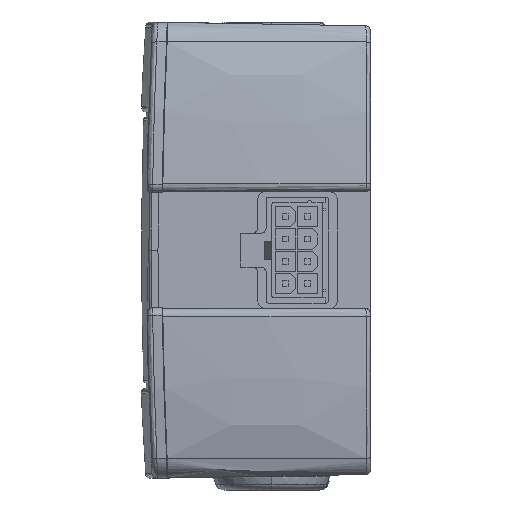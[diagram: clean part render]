
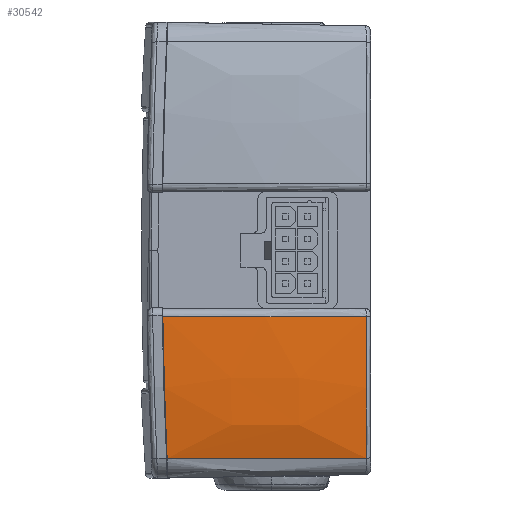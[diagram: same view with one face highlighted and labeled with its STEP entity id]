
A CAD part, left-side view. The second image highlights one B-rep face of the part: STEP entity #30542.
In plain terms, the highlighted free-form (B-spline) face has degree [3, 3] with [4, 4] control points.
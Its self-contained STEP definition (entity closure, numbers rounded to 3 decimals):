
#3006 = CARTESIAN_POINT ( 'NONE',  ( -146.076, 37.161, -12.532 ) ) ;
#3007 = CARTESIAN_POINT ( 'NONE',  ( -141.824, -1.18, -12.532 ) ) ;
#3017 = CARTESIAN_POINT ( 'NONE',  ( -143.69, 36.356, -39.238 ) ) ;
#3019 = CARTESIAN_POINT ( 'NONE',  ( -139.435, -1.176, -39.238 ) ) ;
#5959 = CARTESIAN_POINT ( 'NONE',  ( -143.417, 30.059, -39.238 ) ) ;
#5971 = CARTESIAN_POINT ( 'NONE',  ( -142.926, 23.776, -39.238 ) ) ;
#5974 = CARTESIAN_POINT ( 'NONE',  ( -139.717, -1.177, -38.152 ) ) ;
#5975 = CARTESIAN_POINT ( 'NONE',  ( -143.69, 36.356, -39.238 ) ) ;
#5976 = CARTESIAN_POINT ( 'NONE',  ( -141.824, -1.18, -12.532 ) ) ;
#5977 = CARTESIAN_POINT ( 'NONE',  ( -141.506, 11.251, -39.238 ) ) ;
#5978 = CARTESIAN_POINT ( 'NONE',  ( -140.579, 5.021, -39.238 ) ) ;
#5979 = CARTESIAN_POINT ( 'NONE',  ( -139.435, -1.176, -39.238 ) ) ;
#5980 = CARTESIAN_POINT ( 'NONE',  ( -142.983, 5.151, -12.532 ) ) ;
#5981 = CARTESIAN_POINT ( 'NONE',  ( -139.435, -1.176, -39.238 ) ) ;
#5982 = CARTESIAN_POINT ( 'NONE',  ( -143.69, 36.356, -39.238 ) ) ;
#5983 = CARTESIAN_POINT ( 'NONE',  ( -139.935, -1.178, -37.055 ) ) ;
#5984 = CARTESIAN_POINT ( 'NONE',  ( -140.313, -1.179, -34.852 ) ) ;
#5985 = CARTESIAN_POINT ( 'NONE',  ( -140.47, -1.179, -33.744 ) ) ;
#5986 = CARTESIAN_POINT ( 'NONE',  ( -140.883, -1.18, -30.412 ) ) ;
#5987 = CARTESIAN_POINT ( 'NONE',  ( -141.082, -1.18, -28.181 ) ) ;
#5988 = CARTESIAN_POINT ( 'NONE',  ( -141.402, -1.18, -23.715 ) ) ;
#5989 = CARTESIAN_POINT ( 'NONE',  ( -141.521, -1.18, -21.48 ) ) ;
#5990 = CARTESIAN_POINT ( 'NONE',  ( -141.708, -1.18, -17.008 ) ) ;
#5991 = CARTESIAN_POINT ( 'NONE',  ( -141.776, -1.18, -14.77 ) ) ;
#5992 = CARTESIAN_POINT ( 'NONE',  ( -141.824, -1.18, -12.532 ) ) ;
#5994 = CARTESIAN_POINT ( 'NONE',  ( -143.97, 36.402, -38.151 ) ) ;
#5995 = CARTESIAN_POINT ( 'NONE',  ( -143.917, 11.515, -12.532 ) ) ;
#5996 = CARTESIAN_POINT ( 'NONE',  ( -145.336, 24.31, -12.532 ) ) ;
#5997 = CARTESIAN_POINT ( 'NONE',  ( -145.819, 30.729, -12.532 ) ) ;
#5998 = CARTESIAN_POINT ( 'NONE',  ( -146.076, 37.161, -12.532 ) ) ;
#6001 = CARTESIAN_POINT ( 'NONE',  ( -144.187, 36.448, -37.054 ) ) ;
#6002 = CARTESIAN_POINT ( 'NONE',  ( -144.563, 36.538, -34.85 ) ) ;
#6003 = CARTESIAN_POINT ( 'NONE',  ( -144.72, 36.582, -33.743 ) ) ;
#6004 = CARTESIAN_POINT ( 'NONE',  ( -145.132, 36.708, -30.413 ) ) ;
#6005 = CARTESIAN_POINT ( 'NONE',  ( -145.331, 36.784, -28.181 ) ) ;
#6006 = CARTESIAN_POINT ( 'NONE',  ( -145.651, 36.921, -23.716 ) ) ;
#6007 = CARTESIAN_POINT ( 'NONE',  ( -145.771, 36.981, -21.481 ) ) ;
#6008 = CARTESIAN_POINT ( 'NONE',  ( -145.959, 37.084, -17.009 ) ) ;
#6009 = CARTESIAN_POINT ( 'NONE',  ( -146.027, 37.127, -14.771 ) ) ;
#6010 = CARTESIAN_POINT ( 'NONE',  ( -146.076, 37.161, -12.532 ) ) ;
#7532 = EDGE_CURVE ( 'NONE', #64268, #64271, #78921, .T. ) ;
#7533 = EDGE_CURVE ( 'NONE', #64271, #64248, #78922, .T. ) ;
#7534 = EDGE_CURVE ( 'NONE', #64248, #64245, #78923, .T. ) ;
#7535 = EDGE_CURVE ( 'NONE', #64268, #64245, #78924, .T. ) ;
#23193 = ORIENTED_EDGE ( 'NONE', *, *, #7532, .T. ) ;
#23196 = ORIENTED_EDGE ( 'NONE', *, *, #7533, .T. ) ;
#23199 = ORIENTED_EDGE ( 'NONE', *, *, #7534, .T. ) ;
#23201 = ORIENTED_EDGE ( 'NONE', *, *, #7535, .F. ) ;
#30371 = CARTESIAN_POINT ( 'NONE',  ( -145.576, 24.367, -12.532 ) ) ;
#30381 = CARTESIAN_POINT ( 'NONE',  ( -146.086, 37.392, -12.532 ) ) ;
#30416 = CARTESIAN_POINT ( 'NONE',  ( -144.139, 11.412, -12.532 ) ) ;
#30417 = CARTESIAN_POINT ( 'NONE',  ( -141.783, -1.408, -12.532 ) ) ;
#30419 = CARTESIAN_POINT ( 'NONE',  ( -145.808, 37.352, -25.381 ) ) ;
#30421 = CARTESIAN_POINT ( 'NONE',  ( -145.297, 24.34, -25.381 ) ) ;
#30422 = CARTESIAN_POINT ( 'NONE',  ( -143.859, 11.398, -25.381 ) ) ;
#30424 = CARTESIAN_POINT ( 'NONE',  ( -141.502, -1.408, -25.381 ) ) ;
#30426 = CARTESIAN_POINT ( 'NONE',  ( -145.002, 37.234, -34.253 ) ) ;
#30427 = CARTESIAN_POINT ( 'NONE',  ( -144.485, 24.261, -34.253 ) ) ;
#30429 = CARTESIAN_POINT ( 'NONE',  ( -143.044, 11.358, -34.253 ) ) ;
#30431 = CARTESIAN_POINT ( 'NONE',  ( -140.688, -1.41, -34.253 ) ) ;
#30432 = CARTESIAN_POINT ( 'NONE',  ( -143.719, 37.047, -39.238 ) ) ;
#30434 = CARTESIAN_POINT ( 'NONE',  ( -143.193, 24.135, -39.238 ) ) ;
#30436 = CARTESIAN_POINT ( 'NONE',  ( -141.748, 11.293, -39.238 ) ) ;
#30437 = CARTESIAN_POINT ( 'NONE',  ( -139.391, -1.413, -39.238 ) ) ;
#30542 = ADVANCED_FACE ( 'NONE', ( #56047 ), #79378, .T. ) ;
#46206 = EDGE_LOOP ( 'NONE', ( #23193, #23196, #23199, #23201 ) ) ;
#56047 = FACE_OUTER_BOUND ( 'NONE', #46206, .T. ) ;
#64245 = VERTEX_POINT ( 'NONE', #3006 ) ;
#64248 = VERTEX_POINT ( 'NONE', #3007 ) ;
#64268 = VERTEX_POINT ( 'NONE', #3017 ) ;
#64271 = VERTEX_POINT ( 'NONE', #3019 ) ;
#78921 = B_SPLINE_CURVE_WITH_KNOTS ( 'NONE', 3,
 ( #5975, #5959, #5971, #5977, #5978, #5979 ),
 .UNSPECIFIED., .F., .F.,
 ( 4, 2, 4 ),
 ( 0.001, 0.019, 0.038 ),
 .UNSPECIFIED. ) ;
#78922 = B_SPLINE_CURVE_WITH_KNOTS ( 'NONE', 3,
 ( #5981, #5974, #5983, #5984, #5985, #5986, #5987, #5988, #5989, #5990, #5991, #5992 ),
 .UNSPECIFIED., .F., .F.,
 ( 4, 2, 2, 2, 2, 4 ),
 ( 0., 0.003, 0.007, 0.013, 0.02, 0.027 ),
 .UNSPECIFIED. ) ;
#78923 = B_SPLINE_CURVE_WITH_KNOTS ( 'NONE', 3,
 ( #5976, #5980, #5995, #5996, #5997, #5998 ),
 .UNSPECIFIED., .F., .F.,
 ( 4, 2, 4 ),
 ( 0.001, 0.02, 0.039 ),
 .UNSPECIFIED. ) ;
#78924 = B_SPLINE_CURVE_WITH_KNOTS ( 'NONE', 3,
 ( #5982, #5994, #6001, #6002, #6003, #6004, #6005, #6006, #6007, #6008, #6009, #6010 ),
 .UNSPECIFIED., .F., .F.,
 ( 4, 2, 2, 2, 2, 4 ),
 ( 0., 0.003, 0.007, 0.013, 0.02, 0.027 ),
 .UNSPECIFIED. ) ;
#79378 =( BOUNDED_SURFACE ( )  B_SPLINE_SURFACE ( 3, 3, ( 
 ( #30381, #30371, #30416, #30417 ),
 ( #30419, #30421, #30422, #30424 ),
 ( #30426, #30427, #30429, #30431 ),
 ( #30432, #30434, #30436, #30437 ) ),
 .UNSPECIFIED., .F., .F., .F. ) 
 B_SPLINE_SURFACE_WITH_KNOTS ( ( 4, 4 ),
 ( 4, 4 ),
 ( 0.181, 0.791 ),
 ( 0., 1. ),
 .UNSPECIFIED. ) 
 GEOMETRIC_REPRESENTATION_ITEM ( )  RATIONAL_B_SPLINE_SURFACE ( (
 ( 1., 0.998, 0.998, 1.),
 ( 1., 0.998, 0.998, 1.),
 ( 1., 0.998, 0.998, 1.),
 ( 1., 0.998, 0.998, 1.) ) ) 
 REPRESENTATION_ITEM ( '' )  SURFACE ( )  );
